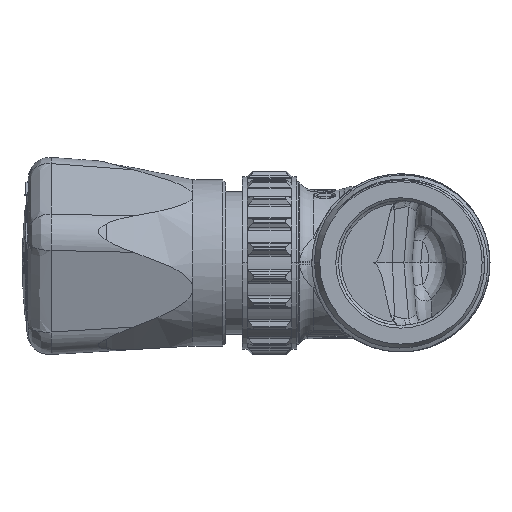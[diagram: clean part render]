
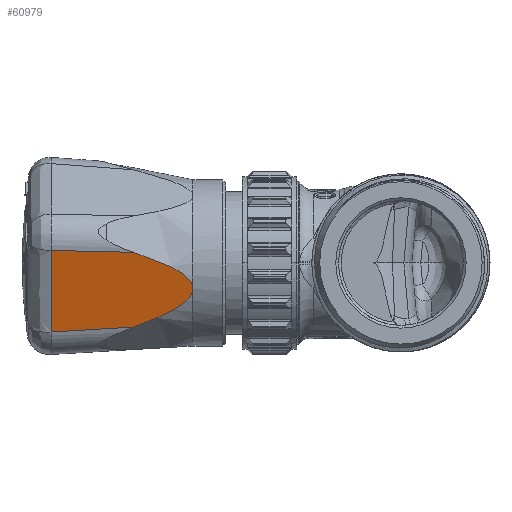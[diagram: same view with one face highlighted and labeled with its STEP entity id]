
A CAD part, left-side view. The second image highlights one B-rep face of the part: STEP entity #60979.
In plain terms, the highlighted planar face has unit normal (-0.949, -0.059, -0.308).
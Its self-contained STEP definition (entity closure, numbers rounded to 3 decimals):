
#22142=CARTESIAN_POINT('',(-13.591,64.406,
-12.718));
#22166=CARTESIAN_POINT('',(-13.591,64.406,
-12.718));
#22167=CARTESIAN_POINT('',(-14.172,64.483,
-10.946));
#22168=CARTESIAN_POINT('',(-15.305,64.589,
-7.478));
#22169=CARTESIAN_POINT('',(-16.782,64.588,
-2.932));
#22170=CARTESIAN_POINT('',(-17.901,64.482,
0.532));
#22171=CARTESIAN_POINT('',(-18.471,64.406,
2.3));
#22235=DIRECTION('',(0.07,-0.997,-0.023));
#22236=VECTOR('',#22235,15.271);
#22237=CARTESIAN_POINT('',(-18.471,64.406,
2.3));
#22238=LINE('',#22237,#22236);
#22329=DIRECTION('',(0.043,-0.997,0.059));
#22330=VECTOR('',#22329,15.271);
#22331=CARTESIAN_POINT('',(-13.591,64.406,
-12.718));
#22332=LINE('',#22331,#22330);
#22333=CARTESIAN_POINT('',(-12.932,49.177,
-11.81));
#22357=CARTESIAN_POINT('',(-17.404,49.177,
1.953));
#22358=CARTESIAN_POINT('',(-17.309,48.616,
1.771));
#22359=CARTESIAN_POINT('',(-17.126,47.549,
1.412));
#22360=CARTESIAN_POINT('',(-16.87,46.12,
0.899));
#22361=CARTESIAN_POINT('',(-16.629,44.845,
0.404));
#22362=CARTESIAN_POINT('',(-16.403,43.712,
-0.072));
#22363=CARTESIAN_POINT('',(-16.191,42.71,
-0.533));
#22364=CARTESIAN_POINT('',(-15.991,41.831,
-0.979));
#22365=CARTESIAN_POINT('',(-15.802,41.066,
-1.412));
#22366=CARTESIAN_POINT('',(-15.623,40.408,
-1.834));
#22367=CARTESIAN_POINT('',(-15.455,39.85,
-2.245));
#22368=CARTESIAN_POINT('',(-15.296,39.388,
-2.645));
#22369=CARTESIAN_POINT('',(-15.147,39.016,
-3.033));
#22370=CARTESIAN_POINT('',(-15.008,38.731,
-3.406));
#22371=CARTESIAN_POINT('',(-14.88,38.527,
-3.76));
#22372=CARTESIAN_POINT('',(-14.762,38.392,
-4.096));
#22373=CARTESIAN_POINT('',(-14.654,38.316,
-4.415));
#22374=CARTESIAN_POINT('',(-14.585,38.3,
-4.625));
#22375=CARTESIAN_POINT('',(-14.551,38.3,-4.728));
#22377=CARTESIAN_POINT('',(-14.551,38.3,-4.728));
#22378=CARTESIAN_POINT('',(-14.517,38.3,
-4.832));
#22379=CARTESIAN_POINT('',(-14.45,38.316,
-5.042));
#22380=CARTESIAN_POINT('',(-14.35,38.392,
-5.366));
#22381=CARTESIAN_POINT('',(-14.247,38.528,
-5.707));
#22382=CARTESIAN_POINT('',(-14.142,38.734,
-6.071));
#22383=CARTESIAN_POINT('',(-14.035,39.021,
-6.455));
#22384=CARTESIAN_POINT('',(-13.928,39.394,
-6.857));
#22385=CARTESIAN_POINT('',(-13.822,39.857,
-7.274));
#22386=CARTESIAN_POINT('',(-13.716,40.415,
-7.705));
#22387=CARTESIAN_POINT('',(-13.613,41.074,
-8.151));
#22388=CARTESIAN_POINT('',(-13.511,41.839,
-8.612));
#22389=CARTESIAN_POINT('',(-13.411,42.718,
-9.09));
#22390=CARTESIAN_POINT('',(-13.312,43.719,
-9.587));
#22391=CARTESIAN_POINT('',(-13.215,44.851,
-10.104));
#22392=CARTESIAN_POINT('',(-13.119,46.125,
-10.645));
#22393=CARTESIAN_POINT('',(-13.025,47.551,
-11.21));
#22394=CARTESIAN_POINT('',(-12.963,48.617,
-11.607));
#22395=CARTESIAN_POINT('',(-12.932,49.177,
-11.81));
#29675=VERTEX_POINT('',#22333);
#29678=VERTEX_POINT('',#22357);
#29679=VERTEX_POINT('',#22375);
#29696=VERTEX_POINT('',#22142);
#29698=VERTEX_POINT('',#22171);
#60967=CARTESIAN_POINT('',(-6.544,68.499,
-35.197));
#60968=DIRECTION('',(0.949,0.059,0.308));
#60969=DIRECTION('',(0.057,-0.998,0.018));
#60970=AXIS2_PLACEMENT_3D('',#60967,#60968,#60969);
#60971=PLANE('',#60970);
#60972=ORIENTED_EDGE('',*,*,#60819,.T.);
#60973=ORIENTED_EDGE('',*,*,#60888,.T.);
#60974=ORIENTED_EDGE('',*,*,#60926,.T.);
#60975=ORIENTED_EDGE('',*,*,#60924,.T.);
#60976=ORIENTED_EDGE('',*,*,#60957,.F.);
#60977=EDGE_LOOP('',(#60972,#60973,#60974,#60975,#60976));
#60978=FACE_OUTER_BOUND('',#60977,.F.);
#60979=ADVANCED_FACE('',(#60978),#60971,.F.);
#22172=B_SPLINE_CURVE_WITH_KNOTS('',3,(#22166,#22167,#22168,#22169,#22170,
#22171),.UNSPECIFIED.,.F.,.F.,(4,1,1,4),(0.,0.333,
0.667,1.),.UNSPECIFIED.);
#22376=B_SPLINE_CURVE_WITH_KNOTS('',3,(#22357,#22358,#22359,#22360,#22361,
#22362,#22363,#22364,#22365,#22366,#22367,#22368,#22369,#22370,#22371,#22372,
#22373,#22374,#22375),.UNSPECIFIED.,.F.,.F.,(4,1,1,1,1,1,1,1,1,1,1,1,1,1,1,1,4),
(0.,0.063,0.125,0.188,0.25,0.313,0.375,0.438,0.5,0.563,
0.625,0.688,0.75,0.813,0.875,0.938,1.),.UNSPECIFIED.);
#22396=B_SPLINE_CURVE_WITH_KNOTS('',3,(#22377,#22378,#22379,#22380,#22381,
#22382,#22383,#22384,#22385,#22386,#22387,#22388,#22389,#22390,#22391,#22392,
#22393,#22394,#22395),.UNSPECIFIED.,.F.,.F.,(4,1,1,1,1,1,1,1,1,1,1,1,1,1,1,1,4),
(0.,0.063,0.125,0.188,0.25,0.313,0.375,0.438,0.5,0.563,
0.625,0.688,0.75,0.813,0.875,0.938,1.),.UNSPECIFIED.);
#60819=EDGE_CURVE('',#29696,#29698,#22172,.T.);
#60888=EDGE_CURVE('',#29698,#29678,#22238,.T.);
#60924=EDGE_CURVE('',#29679,#29675,#22396,.T.);
#60926=EDGE_CURVE('',#29678,#29679,#22376,.T.);
#60957=EDGE_CURVE('',#29696,#29675,#22332,.T.);
